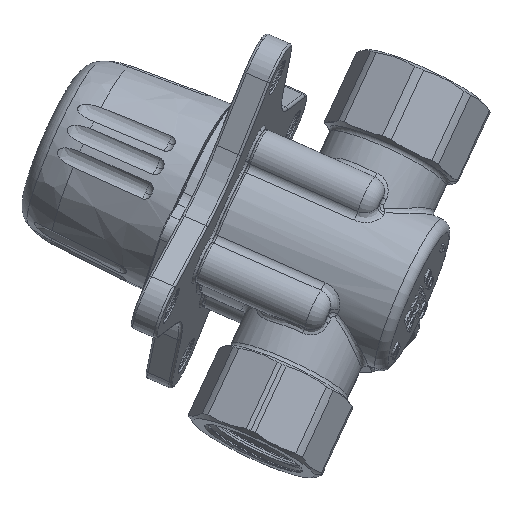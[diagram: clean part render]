
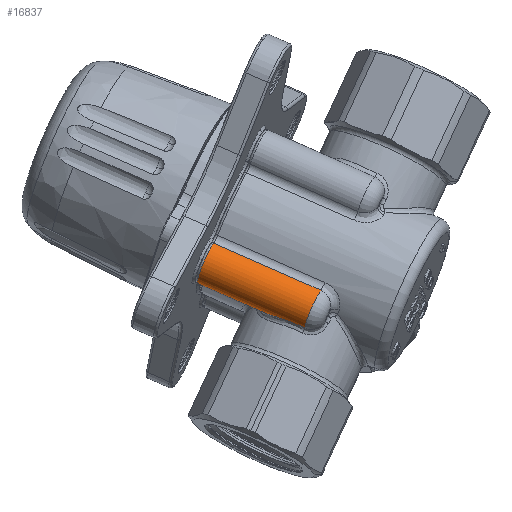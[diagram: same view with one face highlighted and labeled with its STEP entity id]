
A CAD part, left-side view. The second image highlights one B-rep face of the part: STEP entity #16837.
In plain terms, the highlighted cylindrical face has radius 4.5 mm (diameter 9 mm), a partial arc.
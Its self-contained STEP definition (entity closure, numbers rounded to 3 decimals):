
#3260 = CIRCLE ( 'NONE', #108922, 4.5 ) ;
#6182 = CARTESIAN_POINT ( 'NONE',  ( -83.974, 34.481, 137.679 ) ) ;
#7318 = CARTESIAN_POINT ( 'NONE',  ( -83.077, 28.479, 139.673 ) ) ;
#8666 = CARTESIAN_POINT ( 'NONE',  ( -78.947, 40.29, 140.824 ) ) ;
#11076 = CARTESIAN_POINT ( 'NONE',  ( -79.994, 49.349, 148.836 ) ) ;
#16257 = AXIS2_PLACEMENT_3D ( 'NONE', #89667, #178468, #19923 ) ;
#16837 = ADVANCED_FACE ( 'NONE', ( #153251 ), #169181, .T. ) ;
#17418 = ORIENTED_EDGE ( 'NONE', *, *, #165271, .T. ) ;
#19923 = DIRECTION ( 'NONE',  ( 0.155, -0.416, 0.896 ) ) ;
#21520 = CARTESIAN_POINT ( 'NONE',  ( -84.62, 32.424, 136.928 ) ) ;
#23215 = EDGE_CURVE ( 'NONE', #49344, #51142, #121440, .T. ) ;
#23380 = CARTESIAN_POINT ( 'NONE',  ( -82.482, 37.374, 138.679 ) ) ;
#24726 = CARTESIAN_POINT ( 'NONE',  ( -84.905, 30.355, 136.014 ) ) ;
#28524 = VERTEX_POINT ( 'NONE', #24726 ) ;
#32096 = VECTOR ( 'NONE', #143747, 1000. ) ;
#36201 = CARTESIAN_POINT ( 'NONE',  ( -83.553, 35.484, 138.022 ) ) ;
#37451 = CARTESIAN_POINT ( 'NONE',  ( -79.383, 40.127, 140.484 ) ) ;
#44863 = CARTESIAN_POINT ( 'NONE',  ( -85.354, 27.206, 143.339 ) ) ;
#49344 = VERTEX_POINT ( 'NONE', #44863 ) ;
#49992 = VERTEX_POINT ( 'NONE', #123289 ) ;
#51142 = VERTEX_POINT ( 'NONE', #101895 ) ;
#62194 = EDGE_CURVE ( 'NONE', #49992, #28524, #65424, .T. ) ;
#65424 = B_SPLINE_CURVE_WITH_KNOTS ( 'NONE', 3,
 ( #137922, #80940, #8666, #37451, #182586, #109171, #109783, #140414, #66885, #23380, #125671, #93830, #36201, #6182, #108552, #21520, #138547, #184486 ),
 .UNSPECIFIED., .F., .F.,
 ( 4, 2, 2, 2, 2, 2, 2, 2, 4 ),
 ( 0., 0.001, 0.002, 0.003, 0.005, 0.007, 0.009, 0.01, 0.014 ),
 .UNSPECIFIED. ) ;
#65804 = ORIENTED_EDGE ( 'NONE', *, *, #151803, .T. ) ;
#66885 = CARTESIAN_POINT ( 'NONE',  ( -81.817, 38.239, 139.035 ) ) ;
#79727 = DIRECTION ( 'NONE',  ( -0.134, -0.907, -0.398 ) ) ;
#80940 = CARTESIAN_POINT ( 'NONE',  ( -78.731, 40.35, 141.008 ) ) ;
#83964 = ORIENTED_EDGE ( 'NONE', *, *, #62194, .T. ) ;
#84002 = CARTESIAN_POINT ( 'NONE',  ( -77.053, 50.344, 145.578 ) ) ;
#89667 = CARTESIAN_POINT ( 'NONE',  ( -82.943, 29.386, 140.071 ) ) ;
#93830 = CARTESIAN_POINT ( 'NONE',  ( -83.315, 35.973, 138.186 ) ) ;
#100004 = DIRECTION ( 'NONE',  ( -0.134, -0.907, -0.398 ) ) ;
#101662 = ORIENTED_EDGE ( 'NONE', *, *, #144106, .T. ) ;
#101895 = CARTESIAN_POINT ( 'NONE',  ( -82.272, 48.076, 152.502 ) ) ;
#102225 = CARTESIAN_POINT ( 'NONE',  ( -85.22, 28.113, 143.737 ) ) ;
#108552 = CARTESIAN_POINT ( 'NONE',  ( -84.157, 33.967, 137.499 ) ) ;
#108922 = AXIS2_PLACEMENT_3D ( 'NONE', #7318, #165886, #166530 ) ;
#109171 = CARTESIAN_POINT ( 'NONE',  ( -80.248, 39.668, 139.899 ) ) ;
#109783 = CARTESIAN_POINT ( 'NONE',  ( -80.672, 39.354, 139.654 ) ) ;
#112401 = VECTOR ( 'NONE', #79727, 1000. ) ;
#121440 = LINE ( 'NONE', #102225, #32096 ) ;
#123289 = CARTESIAN_POINT ( 'NONE',  ( -78.524, 40.386, 141.206 ) ) ;
#125671 = CARTESIAN_POINT ( 'NONE',  ( -82.779, 36.918, 138.515 ) ) ;
#131600 = CIRCLE ( 'NONE', #181570, 4.5 ) ;
#134295 = ORIENTED_EDGE ( 'NONE', *, *, #23215, .T. ) ;
#137922 = CARTESIAN_POINT ( 'NONE',  ( -78.524, 40.386, 141.206 ) ) ;
#138547 = CARTESIAN_POINT ( 'NONE',  ( -84.817, 31.39, 136.501 ) ) ;
#140414 = CARTESIAN_POINT ( 'NONE',  ( -81.454, 38.641, 139.224 ) ) ;
#141555 = DIRECTION ( 'NONE',  ( 0.155, -0.416, 0.896 ) ) ;
#143747 = DIRECTION ( 'NONE',  ( 0.134, 0.907, 0.398 ) ) ;
#144106 = EDGE_CURVE ( 'NONE', #28524, #49344, #3260, .T. ) ;
#144575 = VERTEX_POINT ( 'NONE', #84002 ) ;
#151803 = EDGE_CURVE ( 'NONE', #144575, #49992, #180937, .T. ) ;
#151979 = CARTESIAN_POINT ( 'NONE',  ( -80.002, 30.382, 136.814 ) ) ;
#153251 = FACE_OUTER_BOUND ( 'NONE', #176717, .T. ) ;
#165271 = EDGE_CURVE ( 'NONE', #51142, #144575, #131600, .T. ) ;
#165886 = DIRECTION ( 'NONE',  ( 0.134, 0.907, 0.398 ) ) ;
#166530 = DIRECTION ( 'NONE',  ( -0.155, 0.416, -0.896 ) ) ;
#169181 = CYLINDRICAL_SURFACE ( 'NONE', #16257, 4.5 ) ;
#176717 = EDGE_LOOP ( 'NONE', ( #65804, #83964, #101662, #134295, #17418 ) ) ;
#178468 = DIRECTION ( 'NONE',  ( 0.134, 0.907, 0.398 ) ) ;
#180937 = LINE ( 'NONE', #151979, #112401 ) ;
#181570 = AXIS2_PLACEMENT_3D ( 'NONE', #11076, #100004, #141555 ) ;
#182586 = CARTESIAN_POINT ( 'NONE',  ( -79.601, 40.026, 140.329 ) ) ;
#184486 = CARTESIAN_POINT ( 'NONE',  ( -84.905, 30.355, 136.014 ) ) ;
